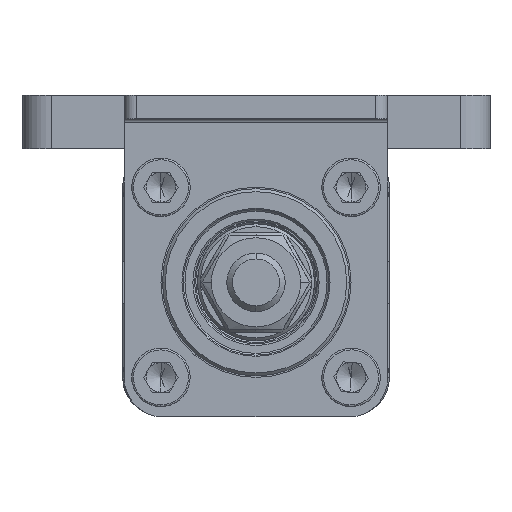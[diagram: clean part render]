
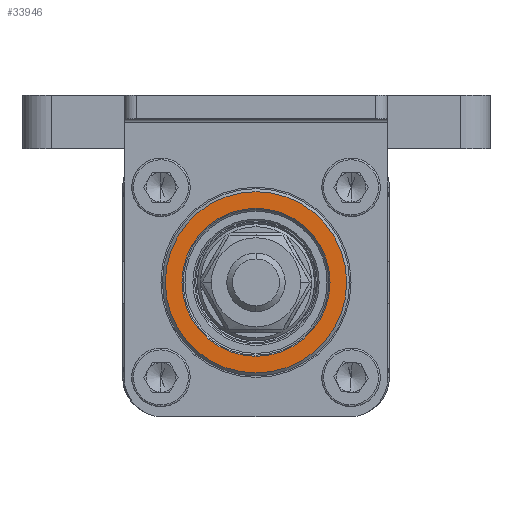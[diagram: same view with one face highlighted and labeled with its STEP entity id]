
A CAD part, front view. The second image highlights one B-rep face of the part: STEP entity #33946.
In plain terms, the highlighted face is planar.
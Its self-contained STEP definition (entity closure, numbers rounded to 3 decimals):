
#498 = DIRECTION ( 'NONE',  ( 0., 0., 1. ) ) ;
#1546 = EDGE_CURVE ( 'NONE', #37282, #36795, #12539, .T. ) ;
#2183 = EDGE_CURVE ( 'NONE', #47358, #40093, #21303, .T. ) ;
#2805 = CARTESIAN_POINT ( 'NONE',  ( 0., 39.5, -12.65 ) ) ;
#3397 = CARTESIAN_POINT ( 'NONE',  ( 0., 39.5, 0. ) ) ;
#3934 = AXIS2_PLACEMENT_3D ( 'NONE', #33724, #9216, #4410 ) ;
#4410 = DIRECTION ( 'NONE',  ( 0., 0., 1. ) ) ;
#5078 = CARTESIAN_POINT ( 'NONE',  ( 0., 39.5, 15.5 ) ) ;
#7276 = EDGE_CURVE ( 'NONE', #40093, #47358, #44472, .T. ) ;
#9216 = DIRECTION ( 'NONE',  ( 0., -1., 0. ) ) ;
#10487 = DIRECTION ( 'NONE',  ( 0., 0., 1. ) ) ;
#10767 = FACE_BOUND ( 'NONE', #55182, .T. ) ;
#12539 = CIRCLE ( 'NONE', #3934, 12.65 ) ;
#14114 = ORIENTED_EDGE ( 'NONE', *, *, #57620, .T. ) ;
#14621 = FACE_OUTER_BOUND ( 'NONE', #41056, .T. ) ;
#15230 = DIRECTION ( 'NONE',  ( 0., 1., 0. ) ) ;
#15562 = PLANE ( 'NONE',  #53702 ) ;
#21303 = CIRCLE ( 'NONE', #40896, 15.5 ) ;
#22614 = ORIENTED_EDGE ( 'NONE', *, *, #2183, .T. ) ;
#23038 = DIRECTION ( 'NONE',  ( 0., 0., 1. ) ) ;
#28742 = ORIENTED_EDGE ( 'NONE', *, *, #7276, .T. ) ;
#30110 = AXIS2_PLACEMENT_3D ( 'NONE', #59296, #15230, #498 ) ;
#33724 = CARTESIAN_POINT ( 'NONE',  ( 0., 39.5, 0. ) ) ;
#33946 = ADVANCED_FACE ( 'NONE', ( #10767, #14621 ), #15562, .T. ) ;
#34842 = ORIENTED_EDGE ( 'NONE', *, *, #1546, .T. ) ;
#35126 = AXIS2_PLACEMENT_3D ( 'NONE', #3397, #37830, #23038 ) ;
#35660 = CARTESIAN_POINT ( 'NONE',  ( 0., 39.5, 0. ) ) ;
#36795 = VERTEX_POINT ( 'NONE', #2805 ) ;
#37282 = VERTEX_POINT ( 'NONE', #47447 ) ;
#37830 = DIRECTION ( 'NONE',  ( 0., -1., 0. ) ) ;
#40093 = VERTEX_POINT ( 'NONE', #55971 ) ;
#40777 = DIRECTION ( 'NONE',  ( 0., 1., 0. ) ) ;
#40896 = AXIS2_PLACEMENT_3D ( 'NONE', #35660, #40777, #10487 ) ;
#41056 = EDGE_LOOP ( 'NONE', ( #28742, #22614 ) ) ;
#43966 = CARTESIAN_POINT ( 'NONE',  ( 0., 39.5, 0. ) ) ;
#44472 = CIRCLE ( 'NONE', #30110, 15.5 ) ;
#47358 = VERTEX_POINT ( 'NONE', #5078 ) ;
#47447 = CARTESIAN_POINT ( 'NONE',  ( 0., 39.5, 12.65 ) ) ;
#53702 = AXIS2_PLACEMENT_3D ( 'NONE', #43966, #63500, #59004 ) ;
#55182 = EDGE_LOOP ( 'NONE', ( #34842, #14114 ) ) ;
#55971 = CARTESIAN_POINT ( 'NONE',  ( 0., 39.5, -15.5 ) ) ;
#57620 = EDGE_CURVE ( 'NONE', #36795, #37282, #59687, .T. ) ;
#59004 = DIRECTION ( 'NONE',  ( 1., 0., 0. ) ) ;
#59296 = CARTESIAN_POINT ( 'NONE',  ( 0., 39.5, 0. ) ) ;
#59687 = CIRCLE ( 'NONE', #35126, 12.65 ) ;
#63500 = DIRECTION ( 'NONE',  ( 0., 1., 0. ) ) ;
